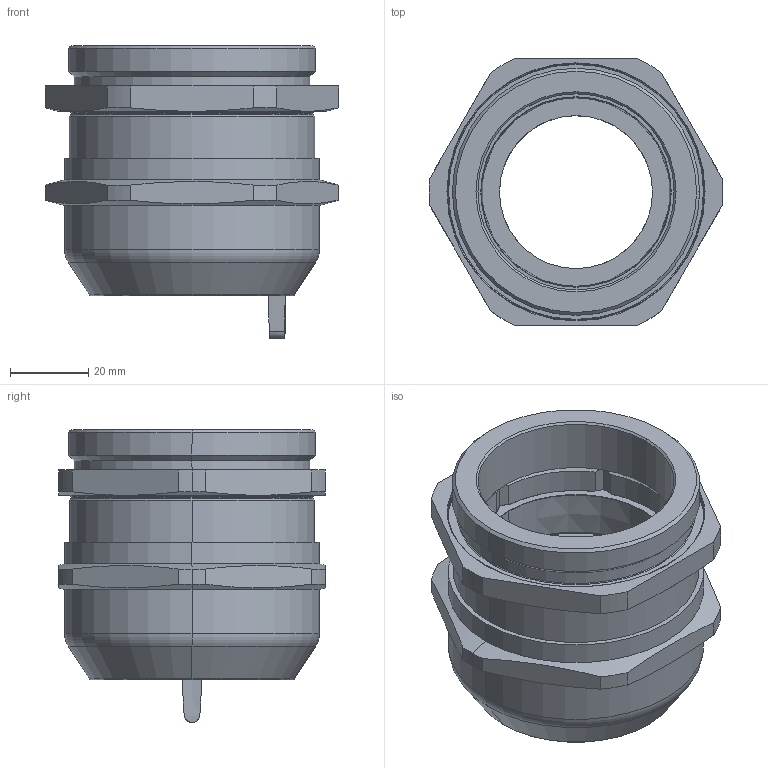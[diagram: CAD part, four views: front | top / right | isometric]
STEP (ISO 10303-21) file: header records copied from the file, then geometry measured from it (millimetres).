
FILE_DESCRIPTION (( 'STEP AP203' ), '1' );
FILE_NAME ('63DTSME1TA5.STEP', '2020-07-28T09:41:59', ( '' ), ( '' ), 'SwSTEP 2.0', 'SolidWorks 2017', '' );
FILE_SCHEMA (( 'CONFIG_CONTROL_DESIGN' ));
Length unit declared in the file: millimetre
Products named in the file (1): 63DTSME1TA5
Bounding box: 74.8 x 68 x 74.68 mm (x, y, z)
Surface area: 33650.9 mm2 (no closed solid volume)
Topology: 0 solids, 20 shells, 219 faces, 894 edges, 689 vertices
Faces by surface type: plane 75, cylinder 56, cone 38, torus 26, bspline 24
Entity records: 14343 total; most frequent: CARTESIAN_POINT 7686, ORIENTED_EDGE 1286, DIRECTION 1113, EDGE_CURVE 894, VERTEX_POINT 689, AXIS2_PLACEMENT_3D 384, B_SPLINE_CURVE_WITH_KNOTS 357, LINE 345
